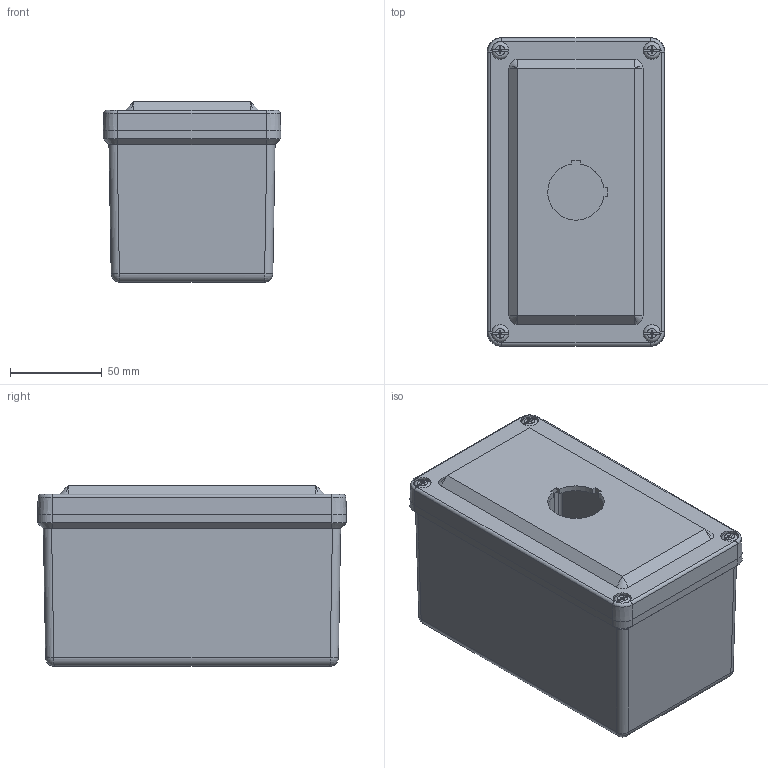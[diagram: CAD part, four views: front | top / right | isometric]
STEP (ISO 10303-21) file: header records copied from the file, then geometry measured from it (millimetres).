
FILE_DESCRIPTION(/* description */ (''),/* implementation_level */ '2;1');
FILE_NAME(/* name */ 'HW-N4X1PB.stp',/* time_stamp */ '2014-03-12T08:56:46-05:00',/* author */ ('tburkle'),/* organization */ (''),/* preprocessor_version */ 'ST-DEVELOPER v15.2',/* originating_system */ 'Autodesk Inventor 2014',/* authorisation */ '');
FILE_SCHEMA (('AUTOMOTIVE_DESIGN { 1 0 10303 214 3 1 1 }'));
Length unit declared in the file: inch
Products named in the file (7): WPCF644 BOX; 10-24 X 0.4375 DP BRASS INSERT; WPCF1PB CVR; WPCF644 GASKET; WPN1U; 10-24x0.75L  combo screw; CF1PB_STP
Bounding box: 96.84 x 168.28 x 98.42 mm (x, y, z)
Volume: 333791.8 mm3; surface area: 171523.4 mm2
Topology: 11 solids, 11 shells, 387 faces, 976 edges, 620 vertices
Faces by surface type: plane 189, cylinder 106, cone 52, torus 28, bspline 12
Full cylindrical faces by diameter (mm): 3.683 x4, 4.496 x4, 4.826 x4, 5.537 x4, 5.556 x8, 9.423 x4, 9.525 x4
Entity records: 9677 total; most frequent: CARTESIAN_POINT 2210, DIRECTION 1640, ORIENTED_EDGE 1440, EDGE_CURVE 720, AXIS2_PLACEMENT_3D 632, VERTEX_POINT 472, LINE 376, VECTOR 376
